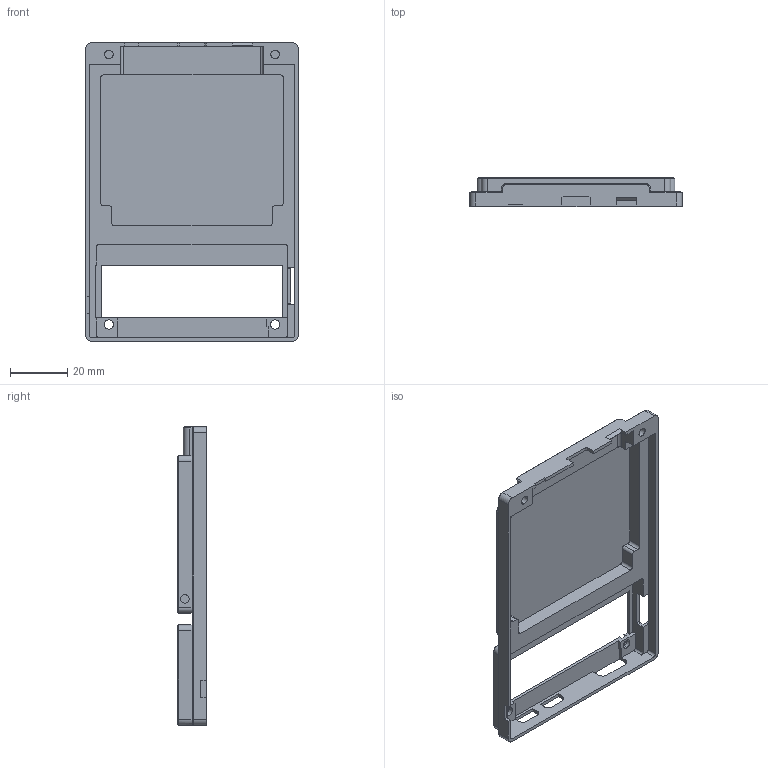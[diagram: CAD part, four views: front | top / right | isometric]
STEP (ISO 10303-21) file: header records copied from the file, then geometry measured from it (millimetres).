
FILE_DESCRIPTION (( 'STEP AP203' ), '1' );
FILE_NAME ('beepy_back_v2.STEP', '2023-11-23T12:19:31', ( '' ), ( '' ), 'SwSTEP 2.0', 'SolidWorks 2020', '' );
FILE_SCHEMA (( 'CONFIG_CONTROL_DESIGN' ));
Length unit declared in the file: millimetre
Products named in the file (1): beepy_back_v2
Bounding box: 74 x 10 x 104 mm (x, y, z)
Volume: 12462.6 mm3; surface area: 20376.9 mm2
Topology: 1 solids, 1 shells, 180 faces, 507 edges, 328 vertices
Faces by surface type: plane 112, cylinder 54, cone 14
Entity records: 5878 total; most frequent: CARTESIAN_POINT 1022, ORIENTED_EDGE 1014, DIRECTION 989, EDGE_CURVE 507, VECTOR 383, LINE 383, VERTEX_POINT 328, AXIS2_PLACEMENT_3D 303
